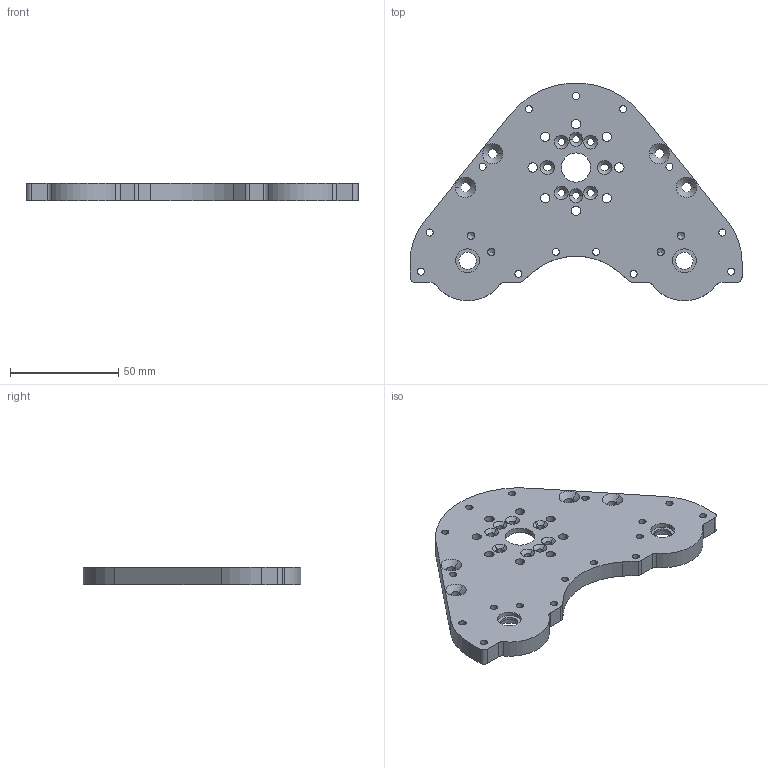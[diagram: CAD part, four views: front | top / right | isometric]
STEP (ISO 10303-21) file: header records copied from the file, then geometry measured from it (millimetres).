
FILE_DESCRIPTION (( 'STEP AP214' ), '1' );
FILE_NAME ('AV2_P1_USI_PM001.STEP', '2021-01-13T13:48:47', ( '' ), ( '' ), 'SwSTEP 2.0', 'SolidWorks 2016', '' );
FILE_SCHEMA (( 'AUTOMOTIVE_DESIGN' ));
Length unit declared in the file: millimetre
Products named in the file (1): AV2_P1_USI_PM001
Bounding box: 153.13 x 100.3 x 8 mm (x, y, z)
Volume: 68596.2 mm3; surface area: 25922.6 mm2
Topology: 1 solids, 1 shells, 174 faces, 454 edges, 286 vertices
Faces by surface type: cylinder 112, cone 34, plane 28
Entity records: 5546 total; most frequent: DIRECTION 1046, CARTESIAN_POINT 907, ORIENTED_EDGE 892, EDGE_CURVE 446, AXIS2_PLACEMENT_3D 425, VERTEX_POINT 286, EDGE_LOOP 258, CIRCLE 250
